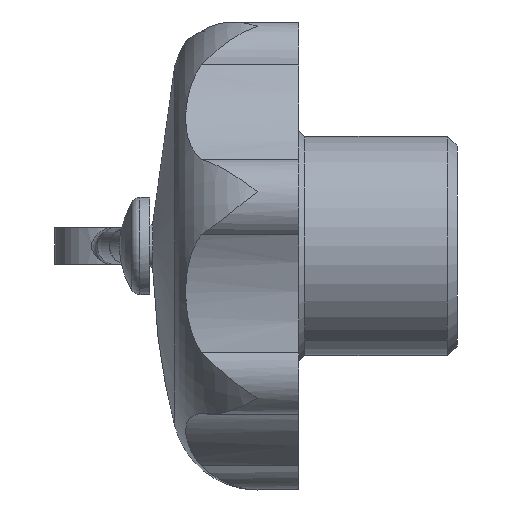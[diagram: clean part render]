
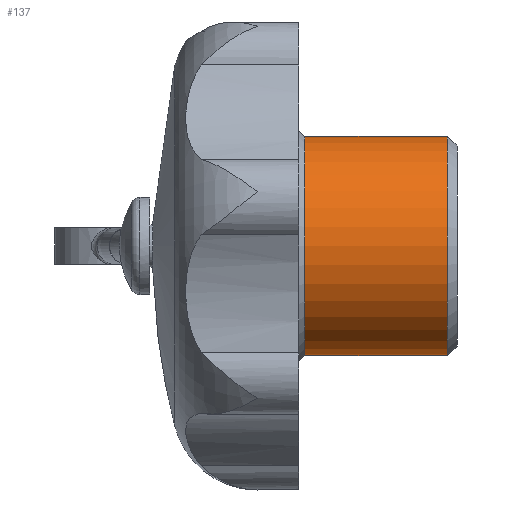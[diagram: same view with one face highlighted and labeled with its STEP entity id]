
A CAD part, left-side view. The second image highlights one B-rep face of the part: STEP entity #137.
In plain terms, the highlighted cylindrical face has radius 9 mm (diameter 18 mm), a full revolution.
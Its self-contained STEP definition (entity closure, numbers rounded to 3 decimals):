
#137 = ADVANCED_FACE( '', ( #306, #307 ), #308, .T. );
#306 = FACE_OUTER_BOUND( '', #504, .T. );
#307 = FACE_OUTER_BOUND( '', #505, .T. );
#308 = CYLINDRICAL_SURFACE( '', #506, 9. );
#504 = EDGE_LOOP( '', ( #854 ) );
#505 = EDGE_LOOP( '', ( #855 ) );
#506 = AXIS2_PLACEMENT_3D( '', #856, #857, #858 );
#854 = ORIENTED_EDGE( '', *, *, #1113, .F. );
#855 = ORIENTED_EDGE( '', *, *, #1115, .T. );
#856 = CARTESIAN_POINT( '', ( 0., 0., 0. ) );
#857 = DIRECTION( '', ( 0., 1., 0. ) );
#858 = DIRECTION( '', ( 0., 0., -1. ) );
#1113 = EDGE_CURVE( '', #1318, #1318, #1319, .T. );
#1115 = EDGE_CURVE( '', #1321, #1321, #1322, .T. );
#1318 = VERTEX_POINT( '', #1660 );
#1319 = CIRCLE( '', #1661, 9. );
#1321 = VERTEX_POINT( '', #1663 );
#1322 = CIRCLE( '', #1664, 9. );
#1660 = CARTESIAN_POINT( '', ( 0., 0.8, -9. ) );
#1661 = AXIS2_PLACEMENT_3D( '', #2369, #2370, #2371 );
#1663 = CARTESIAN_POINT( '', ( 0., 12.5, -9. ) );
#1664 = AXIS2_PLACEMENT_3D( '', #2372, #2373, #2374 );
#2369 = CARTESIAN_POINT( '', ( 0., 0.8, 0. ) );
#2370 = DIRECTION( '', ( 0., -1., 0. ) );
#2371 = DIRECTION( '', ( 0., 0., -1. ) );
#2372 = CARTESIAN_POINT( '', ( 0., 12.5, 0. ) );
#2373 = DIRECTION( '', ( 0., -1., 0. ) );
#2374 = DIRECTION( '', ( 0., 0., -1. ) );
